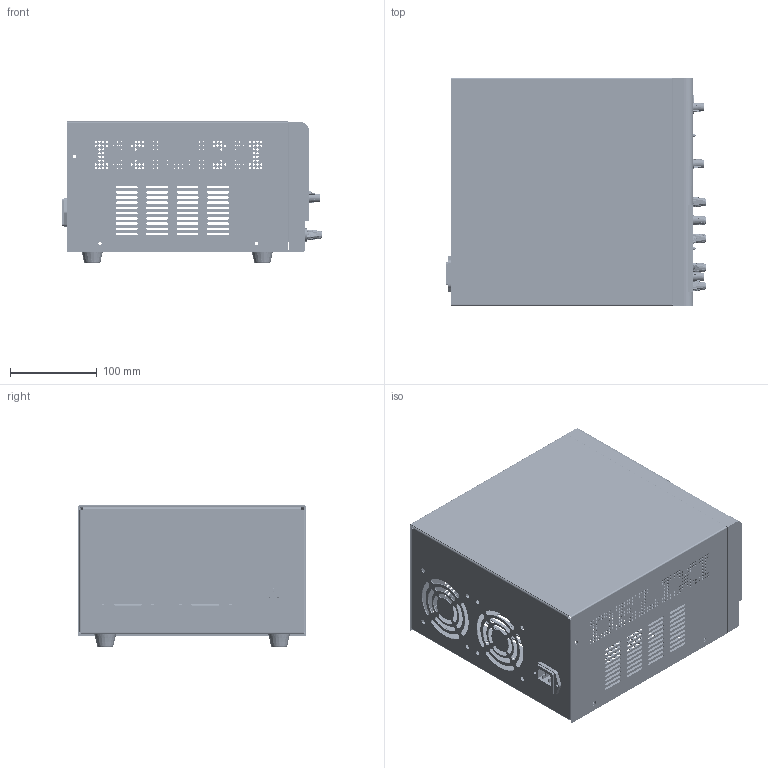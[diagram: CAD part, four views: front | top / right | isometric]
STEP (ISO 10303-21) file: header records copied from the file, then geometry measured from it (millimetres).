
FILE_DESCRIPTION (( 'STEP AP214' ), '1' );
FILE_NAME ('WYJ-60V-20~30A三维图-202505.STEP', '2025-05-07T03:20:48', ( '万丰电脑' ), ( '电话：0577-62733550' ), 'SwSTEP 2.0', 'SolidWorks 2020', '' );
FILE_SCHEMA (( 'AUTOMOTIVE_DESIGN' ));
Length unit declared in the file: millimetre
Products named in the file (12): 唅聽蟯; WYJ-60V-20~30A三维图-202505; 唅聽綻; 橡皮脚; 唅聽窪; WYJ-60V菁釱; 醱啣MIANBAN; 唅聽1; WYJ-60V裔; 萇埭諉諳JIE; 硌尨腑2; 硌尨腑3
Assembly tree (19 placements, depth 2):
  WYJ-60V-20~30A三维图-202505
    WYJ-60V菁釱
    WYJ-60V裔
    醱啣MIANBAN
    唅聽1  x4
    唅聽窪  x2
    唅聽綻  x2
    唅聽蟯
    硌尨腑2
    硌尨腑3
    萇埭諉諳JIE
    橡皮脚  x4
Bounding box: 299.3 x 262 x 162.29 mm (x, y, z)
Volume: 346279.6 mm3; surface area: 646558.8 mm2
Topology: 27 solids, 27 shells, 3775 faces, 10786 edges, 7128 vertices
Faces by surface type: cylinder 1635, plane 1124, cone 965, torus 39, bspline 8, sphere 4
Entity records: 102445 total; most frequent: CARTESIAN_POINT 20665, DIRECTION 17156, ORIENTED_EDGE 16370, EDGE_CURVE 8185, AXIS2_PLACEMENT_3D 6811, VERTEX_POINT 5402, EDGE_LOOP 4269, CIRCLE 3936
